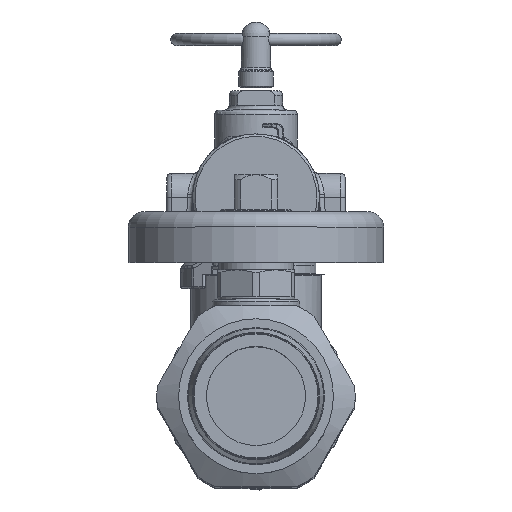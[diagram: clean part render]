
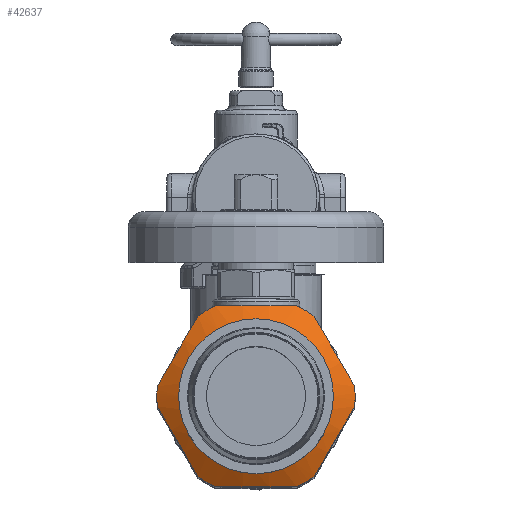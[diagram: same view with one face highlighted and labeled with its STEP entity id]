
A CAD part, top view. The second image highlights one B-rep face of the part: STEP entity #42637.
In plain terms, the highlighted conical face has half-angle 60 degrees and reference radius 17.78 mm.
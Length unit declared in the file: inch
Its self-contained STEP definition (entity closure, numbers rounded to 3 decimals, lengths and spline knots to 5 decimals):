
#82=(
BOUNDED_CURVE()
B_SPLINE_CURVE(2,(#143314,#143315,#143316),.UNSPECIFIED.,.F.,.F.)
B_SPLINE_CURVE_WITH_KNOTS((3,3),(0.,1.67512),.UNSPECIFIED.)
CURVE()
GEOMETRIC_REPRESENTATION_ITEM()
RATIONAL_B_SPLINE_CURVE((1.,1.096,1.))
REPRESENTATION_ITEM('')
);
#83=(
BOUNDED_CURVE()
B_SPLINE_CURVE(2,(#143320,#143321,#143322),.UNSPECIFIED.,.F.,.F.)
B_SPLINE_CURVE_WITH_KNOTS((3,3),(0.,1.67512),.UNSPECIFIED.)
CURVE()
GEOMETRIC_REPRESENTATION_ITEM()
RATIONAL_B_SPLINE_CURVE((1.,1.096,1.))
REPRESENTATION_ITEM('')
);
#84=(
BOUNDED_CURVE()
B_SPLINE_CURVE(2,(#143326,#143327,#143328),.UNSPECIFIED.,.F.,.F.)
B_SPLINE_CURVE_WITH_KNOTS((3,3),(0.,1.67512),.UNSPECIFIED.)
CURVE()
GEOMETRIC_REPRESENTATION_ITEM()
RATIONAL_B_SPLINE_CURVE((1.,1.096,1.))
REPRESENTATION_ITEM('')
);
#85=(
BOUNDED_CURVE()
B_SPLINE_CURVE(2,(#143332,#143333,#143334),.UNSPECIFIED.,.F.,.F.)
B_SPLINE_CURVE_WITH_KNOTS((3,3),(0.,1.67512),.UNSPECIFIED.)
CURVE()
GEOMETRIC_REPRESENTATION_ITEM()
RATIONAL_B_SPLINE_CURVE((1.,1.096,1.))
REPRESENTATION_ITEM('')
);
#86=(
BOUNDED_CURVE()
B_SPLINE_CURVE(2,(#143338,#143339,#143340),.UNSPECIFIED.,.F.,.F.)
B_SPLINE_CURVE_WITH_KNOTS((3,3),(0.,1.67512),.UNSPECIFIED.)
CURVE()
GEOMETRIC_REPRESENTATION_ITEM()
RATIONAL_B_SPLINE_CURVE((1.,1.096,1.))
REPRESENTATION_ITEM('')
);
#87=(
BOUNDED_CURVE()
B_SPLINE_CURVE(2,(#143344,#143345,#143346),.UNSPECIFIED.,.F.,.F.)
B_SPLINE_CURVE_WITH_KNOTS((3,3),(0.,1.67512),.UNSPECIFIED.)
CURVE()
GEOMETRIC_REPRESENTATION_ITEM()
RATIONAL_B_SPLINE_CURVE((1.,1.096,1.))
REPRESENTATION_ITEM('')
);
#3284=CONICAL_SURFACE('',#46565,0.7,1.047);
#5294=FACE_OUTER_BOUND('',#8094,.T.);
#8094=EDGE_LOOP('',(#35296,#35297,#35298,#35299,#35300,#35301,#35302,#35303,
#35304,#35305,#35306,#35307,#35308,#35309,#35310,#35311));
#12616=CIRCLE('',#46562,0.60928);
#12618=CIRCLE('',#46566,0.8);
#12619=CIRCLE('',#46567,0.8);
#12620=CIRCLE('',#46568,0.8);
#12621=CIRCLE('',#46569,0.8);
#12622=CIRCLE('',#46570,0.8);
#12623=CIRCLE('',#46571,0.8);
#12624=CIRCLE('',#46572,0.8);
#14172=LINE('',#143310,#15968);
#15968=VECTOR('',#54309,0.7);
#19252=VERTEX_POINT('',#143302);
#19254=VERTEX_POINT('',#143309);
#19255=VERTEX_POINT('',#143311);
#19256=VERTEX_POINT('',#143313);
#19257=VERTEX_POINT('',#143317);
#19258=VERTEX_POINT('',#143319);
#19259=VERTEX_POINT('',#143323);
#19260=VERTEX_POINT('',#143325);
#19261=VERTEX_POINT('',#143329);
#19262=VERTEX_POINT('',#143331);
#19263=VERTEX_POINT('',#143335);
#19264=VERTEX_POINT('',#143337);
#19265=VERTEX_POINT('',#143341);
#19266=VERTEX_POINT('',#143343);
#24807=EDGE_CURVE('',#19252,#19252,#12616,.T.);
#24809=EDGE_CURVE('',#19252,#19254,#14172,.T.);
#24810=EDGE_CURVE('',#19255,#19254,#12618,.T.);
#24811=EDGE_CURVE('',#19256,#19255,#82,.T.);
#24812=EDGE_CURVE('',#19257,#19256,#12619,.T.);
#24813=EDGE_CURVE('',#19258,#19257,#83,.T.);
#24814=EDGE_CURVE('',#19259,#19258,#12620,.T.);
#24815=EDGE_CURVE('',#19260,#19259,#84,.T.);
#24816=EDGE_CURVE('',#19261,#19260,#12621,.T.);
#24817=EDGE_CURVE('',#19262,#19261,#85,.T.);
#24818=EDGE_CURVE('',#19263,#19262,#12622,.T.);
#24819=EDGE_CURVE('',#19264,#19263,#86,.T.);
#24820=EDGE_CURVE('',#19265,#19264,#12623,.T.);
#24821=EDGE_CURVE('',#19266,#19265,#87,.T.);
#24822=EDGE_CURVE('',#19254,#19266,#12624,.T.);
#35296=ORIENTED_EDGE('',*,*,#24807,.F.);
#35297=ORIENTED_EDGE('',*,*,#24809,.T.);
#35298=ORIENTED_EDGE('',*,*,#24810,.F.);
#35299=ORIENTED_EDGE('',*,*,#24811,.F.);
#35300=ORIENTED_EDGE('',*,*,#24812,.F.);
#35301=ORIENTED_EDGE('',*,*,#24813,.F.);
#35302=ORIENTED_EDGE('',*,*,#24814,.F.);
#35303=ORIENTED_EDGE('',*,*,#24815,.F.);
#35304=ORIENTED_EDGE('',*,*,#24816,.F.);
#35305=ORIENTED_EDGE('',*,*,#24817,.F.);
#35306=ORIENTED_EDGE('',*,*,#24818,.F.);
#35307=ORIENTED_EDGE('',*,*,#24819,.F.);
#35308=ORIENTED_EDGE('',*,*,#24820,.F.);
#35309=ORIENTED_EDGE('',*,*,#24821,.F.);
#35310=ORIENTED_EDGE('',*,*,#24822,.F.);
#35311=ORIENTED_EDGE('',*,*,#24809,.F.);
#42637=ADVANCED_FACE('',(#5294),#3284,.T.);
#46562=AXIS2_PLACEMENT_3D('',#143304,#54301,#54302);
#46565=AXIS2_PLACEMENT_3D('',#143308,#54307,#54308);
#46566=AXIS2_PLACEMENT_3D('',#143312,#54310,#54311);
#46567=AXIS2_PLACEMENT_3D('',#143318,#54312,#54313);
#46568=AXIS2_PLACEMENT_3D('',#143324,#54314,#54315);
#46569=AXIS2_PLACEMENT_3D('',#143330,#54316,#54317);
#46570=AXIS2_PLACEMENT_3D('',#143336,#54318,#54319);
#46571=AXIS2_PLACEMENT_3D('',#143342,#54320,#54321);
#46572=AXIS2_PLACEMENT_3D('',#143347,#54322,#54323);
#54301=DIRECTION('center_axis',(0.,0.,
1.));
#54302=DIRECTION('ref_axis',(-1.,0.,0.));
#54307=DIRECTION('center_axis',(0.,0.,-1.));
#54308=DIRECTION('ref_axis',(1.,0.,0.));
#54309=DIRECTION('',(-0.866,0.,-0.5));
#54310=DIRECTION('center_axis',(0.,0.,-1.));
#54311=DIRECTION('ref_axis',(-1.,0.,0.));
#54312=DIRECTION('center_axis',(0.,0.,-1.));
#54313=DIRECTION('ref_axis',(-1.,0.,0.));
#54314=DIRECTION('center_axis',(0.,0.,-1.));
#54315=DIRECTION('ref_axis',(-1.,0.,0.));
#54316=DIRECTION('center_axis',(0.,0.,-1.));
#54317=DIRECTION('ref_axis',(-1.,0.,0.));
#54318=DIRECTION('center_axis',(0.,0.,-1.));
#54319=DIRECTION('ref_axis',(-1.,0.,0.));
#54320=DIRECTION('center_axis',(0.,0.,-1.));
#54321=DIRECTION('ref_axis',(-1.,0.,0.));
#54322=DIRECTION('center_axis',(0.,0.,-1.));
#54323=DIRECTION('ref_axis',(-1.,0.,0.));
#143302=CARTESIAN_POINT('',(-0.60928,0.,0.62464));
#143304=CARTESIAN_POINT('Origin',(0.,0.,
0.62464));
#143308=CARTESIAN_POINT('Origin',(0.,0.,0.57226));
#143309=CARTESIAN_POINT('',(-0.8,0.,0.51453));
#143310=CARTESIAN_POINT('',(-0.7,0.,0.57226));
#143311=CARTESIAN_POINT('',(-0.79583,-0.08158,0.51453));
#143312=CARTESIAN_POINT('Origin',(0.,0.,0.51453));
#143313=CARTESIAN_POINT('',(-0.46857,-0.64842,0.51453));
#143314=CARTESIAN_POINT('Ctrl Pts',(-0.46857,-0.64842,
0.51453));
#143315=CARTESIAN_POINT('Ctrl Pts',(-0.6322,-0.365,0.59182));
#143316=CARTESIAN_POINT('Ctrl Pts',(-0.79583,-0.08158,
0.51453));
#143317=CARTESIAN_POINT('',(-0.32726,-0.73,0.51453));
#143318=CARTESIAN_POINT('Origin',(0.,0.,0.51453));
#143319=CARTESIAN_POINT('',(0.32726,-0.73,0.51453));
#143320=CARTESIAN_POINT('Ctrl Pts',(0.32726,-0.73,0.51453));
#143321=CARTESIAN_POINT('Ctrl Pts',(0.,-0.73,0.59182));
#143322=CARTESIAN_POINT('Ctrl Pts',(-0.32726,-0.73,0.51453));
#143323=CARTESIAN_POINT('',(0.46857,-0.64842,0.51453));
#143324=CARTESIAN_POINT('Origin',(0.,0.,0.51453));
#143325=CARTESIAN_POINT('',(0.79583,-0.08158,0.51453));
#143326=CARTESIAN_POINT('Ctrl Pts',(0.79583,-0.08158,
0.51453));
#143327=CARTESIAN_POINT('Ctrl Pts',(0.6322,-0.365,
0.59182));
#143328=CARTESIAN_POINT('Ctrl Pts',(0.46857,-0.64842,
0.51453));
#143329=CARTESIAN_POINT('',(0.79583,0.08158,0.51453));
#143330=CARTESIAN_POINT('Origin',(0.,0.,0.51453));
#143331=CARTESIAN_POINT('',(0.46857,0.64842,0.51453));
#143332=CARTESIAN_POINT('Ctrl Pts',(0.46857,0.64842,
0.51453));
#143333=CARTESIAN_POINT('Ctrl Pts',(0.6322,0.365,0.59182));
#143334=CARTESIAN_POINT('Ctrl Pts',(0.79583,0.08158,
0.51453));
#143335=CARTESIAN_POINT('',(0.32726,0.73,0.51453));
#143336=CARTESIAN_POINT('Origin',(0.,0.,0.51453));
#143337=CARTESIAN_POINT('',(-0.32726,0.73,0.51453));
#143338=CARTESIAN_POINT('Ctrl Pts',(-0.32726,0.73,
0.51453));
#143339=CARTESIAN_POINT('Ctrl Pts',(0.,0.73,0.59182));
#143340=CARTESIAN_POINT('Ctrl Pts',(0.32726,0.73,0.51453));
#143341=CARTESIAN_POINT('',(-0.46857,0.64842,0.51453));
#143342=CARTESIAN_POINT('Origin',(0.,0.,0.51453));
#143343=CARTESIAN_POINT('',(-0.79583,0.08158,0.51453));
#143344=CARTESIAN_POINT('Ctrl Pts',(-0.79583,0.08158,
0.51453));
#143345=CARTESIAN_POINT('Ctrl Pts',(-0.6322,0.365,
0.59182));
#143346=CARTESIAN_POINT('Ctrl Pts',(-0.46857,0.64842,
0.51453));
#143347=CARTESIAN_POINT('Origin',(0.,0.,0.51453));
